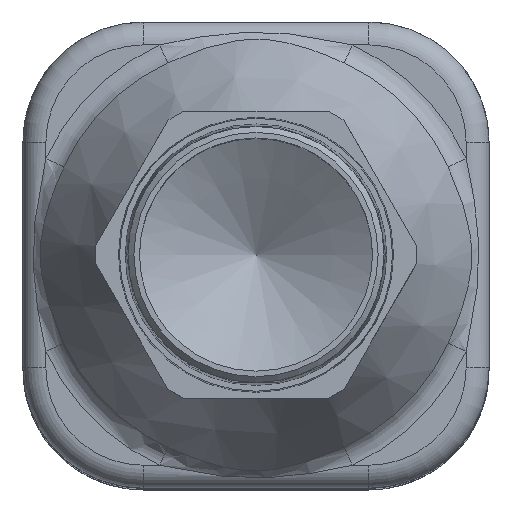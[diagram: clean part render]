
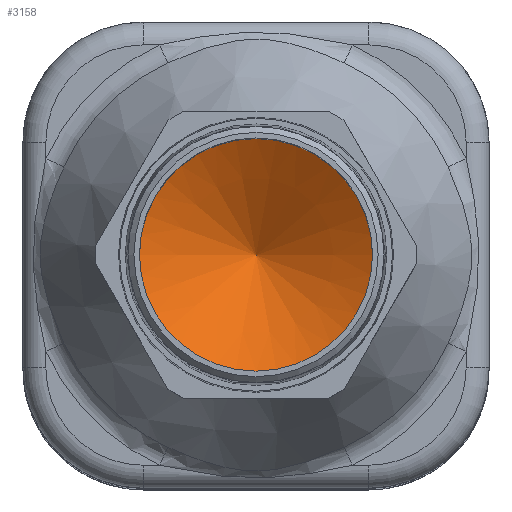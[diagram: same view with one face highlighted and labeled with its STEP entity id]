
A CAD part, top view. The second image highlights one B-rep face of the part: STEP entity #3158.
In plain terms, the highlighted conical face has half-angle 59 degrees and reference radius 25.4 mm.
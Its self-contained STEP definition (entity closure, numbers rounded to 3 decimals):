
#28=CONICAL_SURFACE('',#3571,25.4,59.);
#634=FACE_OUTER_BOUND('',#925,.T.);
#925=EDGE_LOOP('',(#2516));
#1216=CIRCLE('',#3570,50.8);
#1511=VERTEX_POINT('',#6019);
#1866=EDGE_CURVE('',#1511,#1511,#1216,.T.);
#2516=ORIENTED_EDGE('',*,*,#1866,.T.);
#3158=ADVANCED_FACE('',(#634),#28,.F.);
#3570=AXIS2_PLACEMENT_3D('',#6020,#4427,#4428);
#3571=AXIS2_PLACEMENT_3D('',#6021,#4429,#4430);
#4427=DIRECTION('center_axis',(0.,0.,1.));
#4428=DIRECTION('ref_axis',(1.,0.,0.));
#4429=DIRECTION('center_axis',(0.,0.,1.));
#4430=DIRECTION('ref_axis',(1.,0.,0.));
#6019=CARTESIAN_POINT('',(50.8,0.,429.186));
#6020=CARTESIAN_POINT('Origin',(0.,0.,429.186));
#6021=CARTESIAN_POINT('Origin',(0.,0.,413.924));
